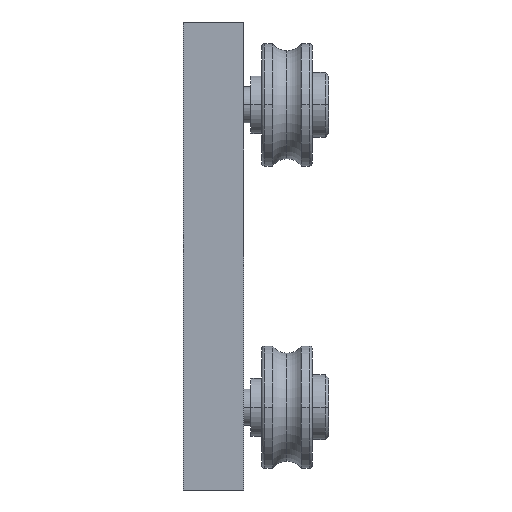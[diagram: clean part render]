
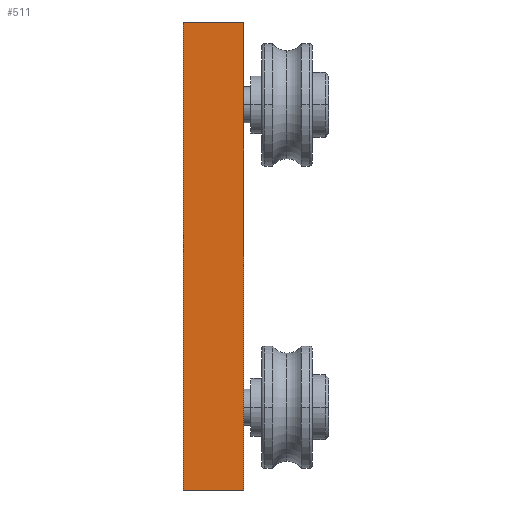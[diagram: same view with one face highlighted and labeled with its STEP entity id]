
A CAD part, left-side view. The second image highlights one B-rep face of the part: STEP entity #511.
In plain terms, the highlighted planar face has unit normal (-1, 0, 0).
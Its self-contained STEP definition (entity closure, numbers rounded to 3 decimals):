
#511 = ADVANCED_FACE( '', ( #862 ), #863, .F. );
#862 = FACE_OUTER_BOUND( '', #1478, .T. );
#863 = PLANE( '', #1479 );
#1478 = EDGE_LOOP( '', ( #2370, #2371, #2372, #2373 ) );
#1479 = AXIS2_PLACEMENT_3D( '', #2374, #2375, #2376 );
#2370 = ORIENTED_EDGE( '', *, *, #4236, .F. );
#2371 = ORIENTED_EDGE( '', *, *, #4246, .F. );
#2372 = ORIENTED_EDGE( '', *, *, #4243, .F. );
#2373 = ORIENTED_EDGE( '', *, *, #4240, .F. );
#2374 = CARTESIAN_POINT( '', ( -42.5, 0., 0. ) );
#2375 = DIRECTION( '', ( 1., 0., 0. ) );
#2376 = DIRECTION( '', ( 0., 0., -1. ) );
#4236 = EDGE_CURVE( '', #4952, #4953, #4954, .T. );
#4240 = EDGE_CURVE( '', #4953, #4960, #4961, .T. );
#4243 = EDGE_CURVE( '', #4960, #4965, #4966, .T. );
#4246 = EDGE_CURVE( '', #4965, #4952, #4970, .T. );
#4952 = VERTEX_POINT( '', #6068 );
#4953 = VERTEX_POINT( '', #6069 );
#4954 = LINE( '', #6070, #6071 );
#4960 = VERTEX_POINT( '', #6080 );
#4961 = LINE( '', #6081, #6082 );
#4965 = VERTEX_POINT( '', #6088 );
#4966 = LINE( '', #6089, #6090 );
#4970 = LINE( '', #6096, #6097 );
#6068 = CARTESIAN_POINT( '', ( -42.5, 16.6, 32.5 ) );
#6069 = CARTESIAN_POINT( '', ( -42.5, 16.6, -32.5 ) );
#6070 = CARTESIAN_POINT( '', ( -42.5, 16.6, 32.5 ) );
#6071 = VECTOR( '', #7396, 1. );
#6080 = CARTESIAN_POINT( '', ( -42.5, 25., -32.5 ) );
#6081 = CARTESIAN_POINT( '', ( -42.5, 16.6, -32.5 ) );
#6082 = VECTOR( '', #7400, 1. );
#6088 = CARTESIAN_POINT( '', ( -42.5, 25., 32.5 ) );
#6089 = CARTESIAN_POINT( '', ( -42.5, 25., -32.5 ) );
#6090 = VECTOR( '', #7403, 1. );
#6096 = CARTESIAN_POINT( '', ( -42.5, 25., 32.5 ) );
#6097 = VECTOR( '', #7406, 1. );
#7396 = DIRECTION( '', ( 0., 0., -1. ) );
#7400 = DIRECTION( '', ( 0., 1., 0. ) );
#7403 = DIRECTION( '', ( 0., 0., 1. ) );
#7406 = DIRECTION( '', ( 0., -1., 0. ) );
